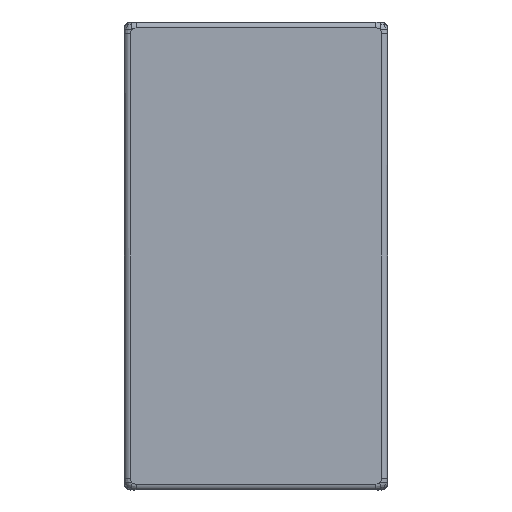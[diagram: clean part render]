
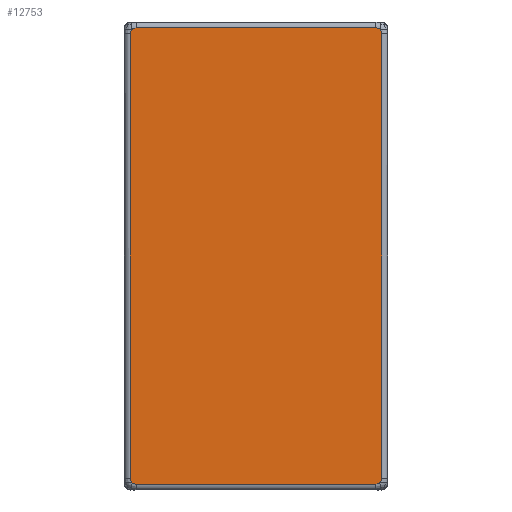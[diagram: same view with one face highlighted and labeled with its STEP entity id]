
A CAD part, left-side view. The second image highlights one B-rep face of the part: STEP entity #12753.
In plain terms, the highlighted planar face has unit normal (-1, 0, 0).
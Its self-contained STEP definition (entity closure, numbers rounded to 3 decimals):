
#116 = EDGE_CURVE ( 'NONE', #13926, #11129, #3724, .T. ) ;
#200 = VERTEX_POINT ( 'NONE', #4150 ) ;
#290 = B_SPLINE_CURVE_WITH_KNOTS ( 'NONE', 3,
 ( #3152, #5339, #14075, #7525 ),
 .UNSPECIFIED., .F., .F.,
 ( 4, 4 ),
 ( 0., 1. ),
 .UNSPECIFIED. ) ;
#522 = ORIENTED_EDGE ( 'NONE', *, *, #8004, .T. ) ;
#548 = CARTESIAN_POINT ( 'NONE',  ( -0.8, 0.013, 0.387 ) ) ;
#664 = ORIENTED_EDGE ( 'NONE', *, *, #6468, .T. ) ;
#903 = CARTESIAN_POINT ( 'NONE',  ( -0.8, 0.439, 0.385 ) ) ;
#994 = CARTESIAN_POINT ( 'NONE',  ( -0.8, 0.435, -0.389 ) ) ;
#1114 = CARTESIAN_POINT ( 'NONE',  ( -0.8, 0.43, 0.39 ) ) ;
#1138 = CARTESIAN_POINT ( 'NONE',  ( -0.8, 0.433, -0.39 ) ) ;
#1330 = EDGE_CURVE ( 'NONE', #200, #9774, #3520, .T. ) ;
#1404 = EDGE_CURVE ( 'NONE', #12214, #2537, #12782, .T. ) ;
#1616 = EDGE_CURVE ( 'NONE', #2241, #6552, #7849, .T. ) ;
#1821 = CARTESIAN_POINT ( 'NONE',  ( -0.8, 0.44, 0.4 ) ) ;
#2010 = DIRECTION ( 'NONE',  ( 0., 0., 1. ) ) ;
#2061 = CARTESIAN_POINT ( 'NONE',  ( -0.8, 0.015, -0.389 ) ) ;
#2112 = CARTESIAN_POINT ( 'NONE',  ( -0.8, 0.01, 0.4 ) ) ;
#2212 = CARTESIAN_POINT ( 'NONE',  ( -0.8, 0.435, 0.389 ) ) ;
#2241 = VERTEX_POINT ( 'NONE', #10584 ) ;
#2278 = ORIENTED_EDGE ( 'NONE', *, *, #116, .T. ) ;
#2331 = LINE ( 'NONE', #10354, #7788 ) ;
#2499 = CARTESIAN_POINT ( 'NONE',  ( -0.8, 0.02, -0.39 ) ) ;
#2537 = VERTEX_POINT ( 'NONE', #10831 ) ;
#2811 = FACE_OUTER_BOUND ( 'NONE', #4569, .T. ) ;
#2887 = ORIENTED_EDGE ( 'NONE', *, *, #1404, .T. ) ;
#3012 = CARTESIAN_POINT ( 'NONE',  ( -0.8, 0.437, 0.387 ) ) ;
#3152 = CARTESIAN_POINT ( 'NONE',  ( -0.8, 0.44, -0.38 ) ) ;
#3261 = ORIENTED_EDGE ( 'NONE', *, *, #9407, .T. ) ;
#3352 = VECTOR ( 'NONE', #2010, 1000. ) ;
#3519 = B_SPLINE_CURVE_WITH_KNOTS ( 'NONE', 3,
 ( #7486, #14037, #2061, #9692 ),
 .UNSPECIFIED., .F., .F.,
 ( 4, 4 ),
 ( 0., 1. ),
 .UNSPECIFIED. ) ;
#3520 = B_SPLINE_CURVE_WITH_KNOTS ( 'NONE', 3,
 ( #5366, #12984, #6461, #14102 ),
 .UNSPECIFIED., .F., .F.,
 ( 4, 4 ),
 ( 0., 1. ),
 .UNSPECIFIED. ) ;
#3584 = B_SPLINE_CURVE_WITH_KNOTS ( 'NONE', 3,
 ( #12808, #994, #1138, #8776 ),
 .UNSPECIFIED., .F., .F.,
 ( 4, 4 ),
 ( 0., 1. ),
 .UNSPECIFIED. ) ;
#3724 = LINE ( 'NONE', #7155, #6664 ) ;
#3899 = DIRECTION ( 'NONE',  ( 0., -1., 0. ) ) ;
#4150 = CARTESIAN_POINT ( 'NONE',  ( -0.8, 0.013, -0.387 ) ) ;
#4208 = B_SPLINE_CURVE_WITH_KNOTS ( 'NONE', 3,
 ( #1114, #14000, #2212, #9854 ),
 .UNSPECIFIED., .F., .F.,
 ( 4, 4 ),
 ( 0., 1. ),
 .UNSPECIFIED. ) ;
#4569 = EDGE_LOOP ( 'NONE', ( #7314, #6119, #2887, #10465, #664, #522, #9242, #12418, #3261, #2278, #5671, #6157 ) ) ;
#4808 = CARTESIAN_POINT ( 'NONE',  ( -0.8, 0., 0.4 ) ) ;
#4925 = CARTESIAN_POINT ( 'NONE',  ( -0.8, 0.437, 0.387 ) ) ;
#5143 = CARTESIAN_POINT ( 'NONE',  ( -0.8, 0.011, 0.385 ) ) ;
#5323 = EDGE_CURVE ( 'NONE', #11129, #200, #3519, .T. ) ;
#5339 = CARTESIAN_POINT ( 'NONE',  ( -0.8, 0.44, -0.383 ) ) ;
#5366 = CARTESIAN_POINT ( 'NONE',  ( -0.8, 0.013, -0.387 ) ) ;
#5669 = B_SPLINE_CURVE_WITH_KNOTS ( 'NONE', 3,
 ( #3012, #903, #6453, #14092 ),
 .UNSPECIFIED., .F., .F.,
 ( 4, 4 ),
 ( 0., 1. ),
 .UNSPECIFIED. ) ;
#5671 = ORIENTED_EDGE ( 'NONE', *, *, #5323, .T. ) ;
#5882 = PLANE ( 'NONE',  #8706 ) ;
#5930 = DIRECTION ( 'NONE',  ( 0., -1., 0. ) ) ;
#6119 = ORIENTED_EDGE ( 'NONE', *, *, #11439, .T. ) ;
#6157 = ORIENTED_EDGE ( 'NONE', *, *, #1330, .T. ) ;
#6248 = LINE ( 'NONE', #2112, #3352 ) ;
#6290 = VERTEX_POINT ( 'NONE', #4925 ) ;
#6453 = CARTESIAN_POINT ( 'NONE',  ( -0.8, 0.44, 0.383 ) ) ;
#6461 = CARTESIAN_POINT ( 'NONE',  ( -0.8, 0.01, -0.383 ) ) ;
#6468 = EDGE_CURVE ( 'NONE', #11740, #6290, #4208, .T. ) ;
#6507 = CARTESIAN_POINT ( 'NONE',  ( -0.8, 0.017, 0.39 ) ) ;
#6552 = VERTEX_POINT ( 'NONE', #7088 ) ;
#6664 = VECTOR ( 'NONE', #3899, 1000. ) ;
#7088 = CARTESIAN_POINT ( 'NONE',  ( -0.8, 0.44, -0.38 ) ) ;
#7128 = DIRECTION ( 'NONE',  ( 0., 1., 0. ) ) ;
#7148 = CARTESIAN_POINT ( 'NONE',  ( -0.8, 0.01, 0.38 ) ) ;
#7155 = CARTESIAN_POINT ( 'NONE',  ( -0.8, 0., -0.39 ) ) ;
#7193 = EDGE_CURVE ( 'NONE', #6552, #9482, #290, .T. ) ;
#7314 = ORIENTED_EDGE ( 'NONE', *, *, #8050, .T. ) ;
#7486 = CARTESIAN_POINT ( 'NONE',  ( -0.8, 0.02, -0.39 ) ) ;
#7525 = CARTESIAN_POINT ( 'NONE',  ( -0.8, 0.437, -0.387 ) ) ;
#7788 = VECTOR ( 'NONE', #7128, 1000. ) ;
#7849 = LINE ( 'NONE', #1821, #13319 ) ;
#8004 = EDGE_CURVE ( 'NONE', #6290, #2241, #5669, .T. ) ;
#8050 = EDGE_CURVE ( 'NONE', #9774, #13064, #6248, .T. ) ;
#8332 = CARTESIAN_POINT ( 'NONE',  ( -0.8, 0.43, 0.39 ) ) ;
#8703 = CARTESIAN_POINT ( 'NONE',  ( -0.8, 0.015, 0.389 ) ) ;
#8706 = AXIS2_PLACEMENT_3D ( 'NONE', #4808, #12452, #5930 ) ;
#8776 = CARTESIAN_POINT ( 'NONE',  ( -0.8, 0.43, -0.39 ) ) ;
#8884 = B_SPLINE_CURVE_WITH_KNOTS ( 'NONE', 3,
 ( #12670, #9502, #5143, #12779 ),
 .UNSPECIFIED., .F., .F.,
 ( 4, 4 ),
 ( 0., 1. ),
 .UNSPECIFIED. ) ;
#9242 = ORIENTED_EDGE ( 'NONE', *, *, #1616, .T. ) ;
#9407 = EDGE_CURVE ( 'NONE', #9482, #13926, #3584, .T. ) ;
#9482 = VERTEX_POINT ( 'NONE', #13329 ) ;
#9502 = CARTESIAN_POINT ( 'NONE',  ( -0.8, 0.01, 0.383 ) ) ;
#9692 = CARTESIAN_POINT ( 'NONE',  ( -0.8, 0.013, -0.387 ) ) ;
#9774 = VERTEX_POINT ( 'NONE', #12235 ) ;
#9802 = CARTESIAN_POINT ( 'NONE',  ( -0.8, 0.02, 0.39 ) ) ;
#9854 = CARTESIAN_POINT ( 'NONE',  ( -0.8, 0.437, 0.387 ) ) ;
#10354 = CARTESIAN_POINT ( 'NONE',  ( -0.8, 0., 0.39 ) ) ;
#10465 = ORIENTED_EDGE ( 'NONE', *, *, #13547, .T. ) ;
#10584 = CARTESIAN_POINT ( 'NONE',  ( -0.8, 0.44, 0.38 ) ) ;
#10831 = CARTESIAN_POINT ( 'NONE',  ( -0.8, 0.02, 0.39 ) ) ;
#11129 = VERTEX_POINT ( 'NONE', #2499 ) ;
#11439 = EDGE_CURVE ( 'NONE', #13064, #12214, #8884, .T. ) ;
#11740 = VERTEX_POINT ( 'NONE', #8332 ) ;
#12214 = VERTEX_POINT ( 'NONE', #548 ) ;
#12235 = CARTESIAN_POINT ( 'NONE',  ( -0.8, 0.01, -0.38 ) ) ;
#12418 = ORIENTED_EDGE ( 'NONE', *, *, #7193, .T. ) ;
#12452 = DIRECTION ( 'NONE',  ( -1., 0., 0. ) ) ;
#12670 = CARTESIAN_POINT ( 'NONE',  ( -0.8, 0.01, 0.38 ) ) ;
#12753 = ADVANCED_FACE ( 'NONE', ( #2811 ), #5882, .T. ) ;
#12779 = CARTESIAN_POINT ( 'NONE',  ( -0.8, 0.013, 0.387 ) ) ;
#12782 = B_SPLINE_CURVE_WITH_KNOTS ( 'NONE', 3,
 ( #14153, #8703, #6507, #9802 ),
 .UNSPECIFIED., .F., .F.,
 ( 4, 4 ),
 ( 0., 1. ),
 .UNSPECIFIED. ) ;
#12808 = CARTESIAN_POINT ( 'NONE',  ( -0.8, 0.437, -0.387 ) ) ;
#12984 = CARTESIAN_POINT ( 'NONE',  ( -0.8, 0.011, -0.385 ) ) ;
#13064 = VERTEX_POINT ( 'NONE', #7148 ) ;
#13319 = VECTOR ( 'NONE', #13859, 1000. ) ;
#13329 = CARTESIAN_POINT ( 'NONE',  ( -0.8, 0.437, -0.387 ) ) ;
#13547 = EDGE_CURVE ( 'NONE', #2537, #11740, #2331, .T. ) ;
#13747 = CARTESIAN_POINT ( 'NONE',  ( -0.8, 0.43, -0.39 ) ) ;
#13859 = DIRECTION ( 'NONE',  ( 0., 0., -1. ) ) ;
#13926 = VERTEX_POINT ( 'NONE', #13747 ) ;
#14000 = CARTESIAN_POINT ( 'NONE',  ( -0.8, 0.433, 0.39 ) ) ;
#14037 = CARTESIAN_POINT ( 'NONE',  ( -0.8, 0.017, -0.39 ) ) ;
#14075 = CARTESIAN_POINT ( 'NONE',  ( -0.8, 0.439, -0.385 ) ) ;
#14092 = CARTESIAN_POINT ( 'NONE',  ( -0.8, 0.44, 0.38 ) ) ;
#14102 = CARTESIAN_POINT ( 'NONE',  ( -0.8, 0.01, -0.38 ) ) ;
#14153 = CARTESIAN_POINT ( 'NONE',  ( -0.8, 0.013, 0.387 ) ) ;
